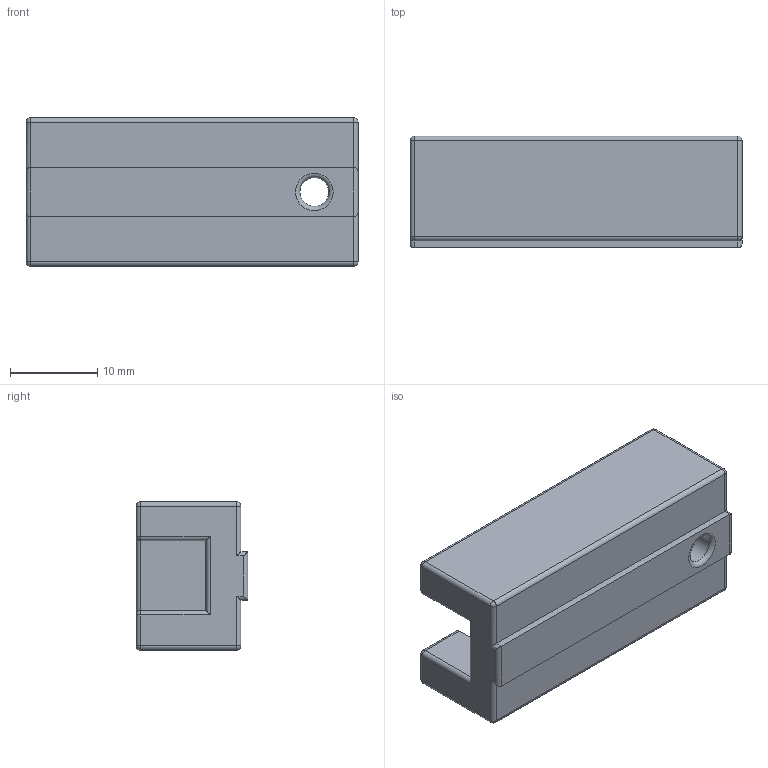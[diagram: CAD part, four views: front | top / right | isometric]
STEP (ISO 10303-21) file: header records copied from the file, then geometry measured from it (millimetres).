
FILE_DESCRIPTION(/* description */ (''),/* implementation_level */ '2;1');
FILE_NAME(/* name */ 'Bed fan connector case v2.step',/* time_stamp */ '2022-05-04T21:53:11+02:00',/* author */ (''),/* organization */ (''),/* preprocessor_version */ 'ST-DEVELOPER v18.1',/* originating_system */ 'Autodesk Translation Framework v10.14.0.1471',/* authorisation */ '');
FILE_SCHEMA (('AUTOMOTIVE_DESIGN { 1 0 10303 214 3 1 1 }'));
Length unit declared in the file: millimetre
Products named in the file (1): Bed fan connector case
Bounding box: 38 x 12.8 x 17 mm (x, y, z)
Volume: 3427.7 mm3; surface area: 3584.1 mm2
Topology: 1 solids, 1 shells, 75 faces, 173 edges, 100 vertices
Faces by surface type: cylinder 35, plane 28, sphere 10, torus 2
Full cylindrical faces by diameter (mm): 3.3 x1
Entity records: 2116 total; most frequent: DIRECTION 385, CARTESIAN_POINT 349, ORIENTED_EDGE 346, EDGE_CURVE 173, AXIS2_PLACEMENT_3D 136, LINE 113, VECTOR 113, VERTEX_POINT 100
